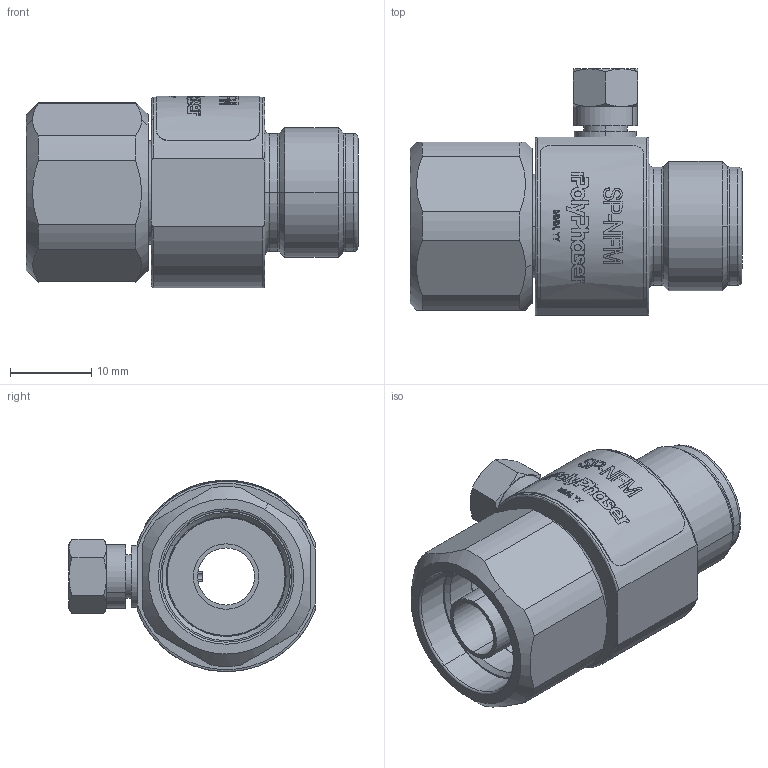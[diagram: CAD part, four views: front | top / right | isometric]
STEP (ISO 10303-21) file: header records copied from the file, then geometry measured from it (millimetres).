
FILE_DESCRIPTION (( 'STEP AP214' ), '1' );
FILE_NAME ('SP-NFM-6.STEP', '2019-07-30T18:22:12', ( '' ), ( '' ), 'SwSTEP 2.0', 'SolidWorks 2019', '' );
FILE_SCHEMA (( 'AUTOMOTIVE_DESIGN' ));
Length unit declared in the file: inch
Products named in the file (13): 1502-0015; 2081-001; 5800-0254; SP-NFM-6; 2081-9000; 2003-2751_LABEL WRAP; 5800-0255; 2003-2751
Assembly tree (6 placements, depth 2):
  1502-0015
  2081-001
  5800-0254
  SP-NFM-6
    5800-0255
    5800-0254
    1502-0015
    2081-9000
    2081-001
    2003-2751_LABEL WRAP
  2081-9000
Bounding box: 40.77 x 30.23 x 23.5 mm (x, y, z)
Volume: 9727.3 mm3; surface area: 8299.4 mm2
Topology: 6 solids, 6 shells, 537 faces, 1324 edges, 838 vertices
Faces by surface type: bspline 163, cylinder 134, plane 134, cone 86, torus 20
Entity records: 24183 total; most frequent: CARTESIAN_POINT 8837, ORIENTED_EDGE 2648, DIRECTION 1918, EDGE_CURVE 1324, VERTEX_POINT 838, AXIS2_PLACEMENT_3D 784, EDGE_LOOP 584, B_SPLINE_CURVE_WITH_KNOTS 574
